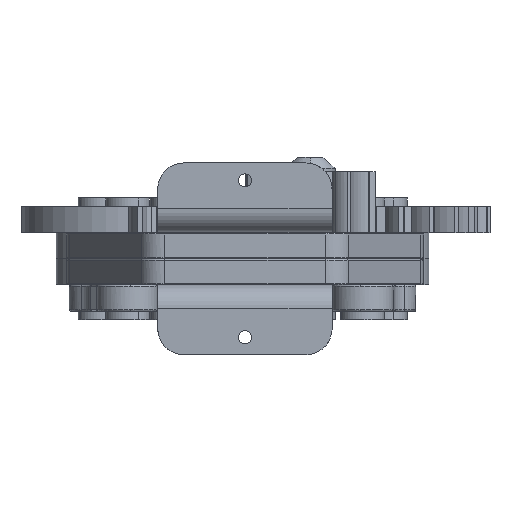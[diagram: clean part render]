
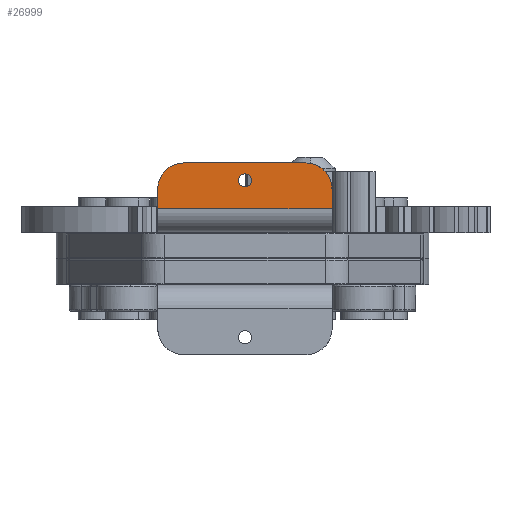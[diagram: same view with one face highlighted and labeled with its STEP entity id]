
A CAD part, front view. The second image highlights one B-rep face of the part: STEP entity #26999.
In plain terms, the highlighted free-form (B-spline) face has degree [1, 1] with [2, 2] control points.
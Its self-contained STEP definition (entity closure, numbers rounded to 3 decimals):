
#26562 = VERTEX_POINT('',#26563);
#26563 = CARTESIAN_POINT('',(-0.685,-4.567,
    8.221));
#26581 = VERTEX_POINT('',#26582);
#26582 = CARTESIAN_POINT('',(0.685,-4.567,
    8.221));
#26587 = EDGE_CURVE('',#26581,#26562,#26588,.T.);
#26588 = ( BOUNDED_CURVE() B_SPLINE_CURVE(2,(#26589,#26590,#26591,#26592
,#26593),.UNSPECIFIED.,.F.,.F.) B_SPLINE_CURVE_WITH_KNOTS((3,2,3),(
    3.142,4.712,6.283),
.PIECEWISE_BEZIER_KNOTS.) CURVE() GEOMETRIC_REPRESENTATION_ITEM() 
RATIONAL_B_SPLINE_CURVE((1.,0.707,1.,0.707,1.)) 
REPRESENTATION_ITEM('') );
#26589 = CARTESIAN_POINT('',(0.685,-4.567,
    8.221));
#26590 = CARTESIAN_POINT('',(0.685,-4.567,
    7.536));
#26591 = CARTESIAN_POINT('',(0.,-4.567,
    7.536));
#26592 = CARTESIAN_POINT('',(-0.685,-4.567,
    7.536));
#26593 = CARTESIAN_POINT('',(-0.685,-4.567,
    8.221));
#26715 = VERTEX_POINT('',#26716);
#26716 = CARTESIAN_POINT('',(-9.134,-4.567,
    5.252));
#26772 = VERTEX_POINT('',#26773);
#26773 = CARTESIAN_POINT('',(9.134,-4.567,
    5.252));
#26817 = VERTEX_POINT('',#26818);
#26818 = CARTESIAN_POINT('',(9.134,-4.567,
    7.307));
#26823 = EDGE_CURVE('',#26817,#26772,#26824,.T.);
#26824 = B_SPLINE_CURVE_WITH_KNOTS('',1,(#26825,#26826),.UNSPECIFIED.,
  .F.,.F.,(2,2),(-5.,-2.75),.PIECEWISE_BEZIER_KNOTS.);
#26825 = CARTESIAN_POINT('',(9.134,-4.567,
    7.307));
#26826 = CARTESIAN_POINT('',(9.134,-4.567,
    5.252));
#26986 = EDGE_CURVE('',#26715,#26772,#26987,.T.);
#26987 = B_SPLINE_CURVE_WITH_KNOTS('',1,(#26988,#26989),.UNSPECIFIED.,
  .F.,.F.,(2,2),(-0.,20.),.PIECEWISE_BEZIER_KNOTS.);
#26988 = CARTESIAN_POINT('',(-9.134,-4.567,
    5.252));
#26989 = CARTESIAN_POINT('',(9.134,-4.567,
    5.252));
#26999 = ADVANCED_FACE('',(#27000,#27011),#27043,.T.);
#27000 = FACE_BOUND('',#27001,.T.);
#27001 = EDGE_LOOP('',(#27002,#27010));
#27002 = ORIENTED_EDGE('',*,*,#27003,.T.);
#27003 = EDGE_CURVE('',#26562,#26581,#27004,.T.);
#27004 = ( BOUNDED_CURVE() B_SPLINE_CURVE(2,(#27005,#27006,#27007,#27008
,#27009),.UNSPECIFIED.,.F.,.F.) B_SPLINE_CURVE_WITH_KNOTS((3,2,3),(0.,
1.571,3.142),.PIECEWISE_BEZIER_KNOTS.) CURVE() 
GEOMETRIC_REPRESENTATION_ITEM() RATIONAL_B_SPLINE_CURVE((1.,
0.707,1.,0.707,1.)) REPRESENTATION_ITEM('') );
#27005 = CARTESIAN_POINT('',(-0.685,-4.567,
    8.221));
#27006 = CARTESIAN_POINT('',(-0.685,-4.567,
    8.906));
#27007 = CARTESIAN_POINT('',(0.,-4.567,
    8.906));
#27008 = CARTESIAN_POINT('',(0.685,-4.567,
    8.906));
#27009 = CARTESIAN_POINT('',(0.685,-4.567,
    8.221));
#27010 = ORIENTED_EDGE('',*,*,#26587,.T.);
#27011 = FACE_BOUND('',#27012,.T.);
#27012 = EDGE_LOOP('',(#27013,#27014,#27022,#27029,#27037,#27042));
#27013 = ORIENTED_EDGE('',*,*,#26823,.F.);
#27014 = ORIENTED_EDGE('',*,*,#27015,.T.);
#27015 = EDGE_CURVE('',#26817,#27016,#27018,.T.);
#27016 = VERTEX_POINT('',#27017);
#27017 = CARTESIAN_POINT('',(6.394,-4.567,
    10.048));
#27018 = ( BOUNDED_CURVE() B_SPLINE_CURVE(2,(#27019,#27020,#27021),
.UNSPECIFIED.,.F.,.F.) B_SPLINE_CURVE_WITH_KNOTS((3,3),(0.,
1.571),.PIECEWISE_BEZIER_KNOTS.) CURVE() 
GEOMETRIC_REPRESENTATION_ITEM() RATIONAL_B_SPLINE_CURVE((1.,
0.707,1.)) REPRESENTATION_ITEM('') );
#27019 = CARTESIAN_POINT('',(9.134,-4.567,
    7.307));
#27020 = CARTESIAN_POINT('',(9.134,-4.567,
    10.048));
#27021 = CARTESIAN_POINT('',(6.394,-4.567,
    10.048));
#27022 = ORIENTED_EDGE('',*,*,#27023,.F.);
#27023 = EDGE_CURVE('',#27024,#27016,#27026,.T.);
#27024 = VERTEX_POINT('',#27025);
#27025 = CARTESIAN_POINT('',(-6.394,-4.567,
    10.048));
#27026 = B_SPLINE_CURVE_WITH_KNOTS('',1,(#27027,#27028),.UNSPECIFIED.,
  .F.,.F.,(2,2),(3.,17.),.PIECEWISE_BEZIER_KNOTS.);
#27027 = CARTESIAN_POINT('',(-6.394,-4.567,
    10.048));
#27028 = CARTESIAN_POINT('',(6.394,-4.567,
    10.048));
#27029 = ORIENTED_EDGE('',*,*,#27030,.T.);
#27030 = EDGE_CURVE('',#27024,#27031,#27033,.T.);
#27031 = VERTEX_POINT('',#27032);
#27032 = CARTESIAN_POINT('',(-9.134,-4.567,
    7.307));
#27033 = ( BOUNDED_CURVE() B_SPLINE_CURVE(2,(#27034,#27035,#27036),
.UNSPECIFIED.,.F.,.F.) B_SPLINE_CURVE_WITH_KNOTS((3,3),(1.571,
3.142),.PIECEWISE_BEZIER_KNOTS.) CURVE() 
GEOMETRIC_REPRESENTATION_ITEM() RATIONAL_B_SPLINE_CURVE((1.,
0.707,1.)) REPRESENTATION_ITEM('') );
#27034 = CARTESIAN_POINT('',(-6.394,-4.567,
    10.048));
#27035 = CARTESIAN_POINT('',(-9.134,-4.567,
    10.048));
#27036 = CARTESIAN_POINT('',(-9.134,-4.567,
    7.307));
#27037 = ORIENTED_EDGE('',*,*,#27038,.T.);
#27038 = EDGE_CURVE('',#27031,#26715,#27039,.T.);
#27039 = B_SPLINE_CURVE_WITH_KNOTS('',1,(#27040,#27041),.UNSPECIFIED.,
  .F.,.F.,(2,2),(-5.,-2.75),.PIECEWISE_BEZIER_KNOTS.);
#27040 = CARTESIAN_POINT('',(-9.134,-4.567,
    7.307));
#27041 = CARTESIAN_POINT('',(-9.134,-4.567,
    5.252));
#27042 = ORIENTED_EDGE('',*,*,#26986,.T.);
#27043 = B_SPLINE_SURFACE_WITH_KNOTS('',1,1,(
    (#27044,#27045)
    ,(#27046,#27047
    )),.UNSPECIFIED.,.F.,.F.,.F.,(2,2),(2,2),(0.,20.),(2.75,8.),
  .PIECEWISE_BEZIER_KNOTS.);
#27044 = CARTESIAN_POINT('',(-9.134,-4.567,
    5.252));
#27045 = CARTESIAN_POINT('',(-9.134,-4.567,
    10.048));
#27046 = CARTESIAN_POINT('',(9.134,-4.567,
    5.252));
#27047 = CARTESIAN_POINT('',(9.134,-4.567,
    10.048));
